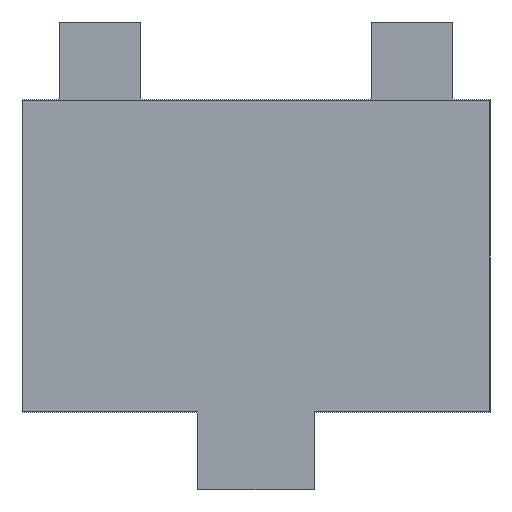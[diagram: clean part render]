
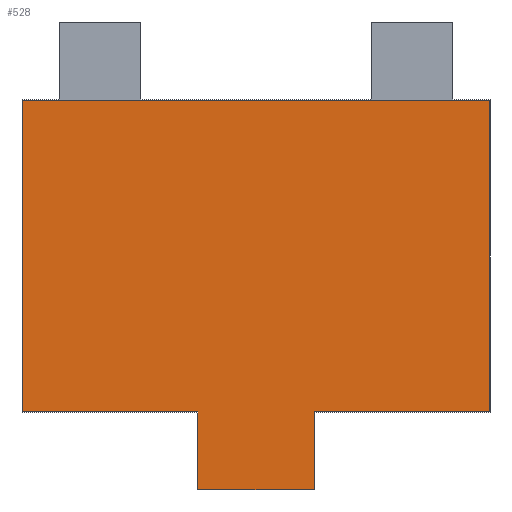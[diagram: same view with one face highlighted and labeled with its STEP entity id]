
A CAD part, front view. The second image highlights one B-rep face of the part: STEP entity #528.
In plain terms, the highlighted planar face has unit normal (0, -1, 0).
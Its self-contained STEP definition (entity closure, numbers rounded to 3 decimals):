
#65=FACE_OUTER_BOUND('',#98,.T.);
#98=EDGE_LOOP('',(#462,#463,#464,#465,#466,#467,#468,#469));
#123=LINE('',#786,#183);
#127=LINE('',#794,#187);
#131=LINE('',#802,#191);
#136=LINE('',#821,#196);
#139=LINE('',#827,#199);
#141=LINE('',#830,#201);
#154=LINE('',#867,#214);
#157=LINE('',#872,#217);
#183=VECTOR('',#638,1000.);
#187=VECTOR('',#644,1000.);
#191=VECTOR('',#648,1000.);
#196=VECTOR('',#667,1000.);
#199=VECTOR('',#672,1000.);
#201=VECTOR('',#676,1000.);
#214=VECTOR('',#719,1000.);
#217=VECTOR('',#724,10.);
#235=VERTEX_POINT('',#784);
#236=VERTEX_POINT('',#785);
#239=VERTEX_POINT('',#793);
#242=VERTEX_POINT('',#799);
#243=VERTEX_POINT('',#801);
#250=VERTEX_POINT('',#818);
#252=VERTEX_POINT('',#824);
#261=VERTEX_POINT('',#866);
#287=EDGE_CURVE('',#235,#236,#123,.T.);
#291=EDGE_CURVE('',#236,#239,#127,.T.);
#295=EDGE_CURVE('',#242,#243,#131,.T.);
#305=EDGE_CURVE('',#239,#250,#136,.T.);
#308=EDGE_CURVE('',#250,#252,#139,.T.);
#310=EDGE_CURVE('',#252,#242,#141,.T.);
#327=EDGE_CURVE('',#243,#261,#154,.T.);
#330=EDGE_CURVE('',#235,#261,#157,.T.);
#462=ORIENTED_EDGE('',*,*,#330,.T.);
#463=ORIENTED_EDGE('',*,*,#327,.F.);
#464=ORIENTED_EDGE('',*,*,#295,.F.);
#465=ORIENTED_EDGE('',*,*,#310,.F.);
#466=ORIENTED_EDGE('',*,*,#308,.F.);
#467=ORIENTED_EDGE('',*,*,#305,.F.);
#468=ORIENTED_EDGE('',*,*,#291,.F.);
#469=ORIENTED_EDGE('',*,*,#287,.F.);
#496=PLANE('',#585);
#528=ADVANCED_FACE('',(#65),#496,.T.);
#585=AXIS2_PLACEMENT_3D('',#875,#728,#729);
#638=DIRECTION('',(0.,0.,1.));
#644=DIRECTION('',(-1.,0.,0.));
#648=DIRECTION('',(-1.,0.,0.));
#667=DIRECTION('',(0.,0.,1.));
#672=DIRECTION('',(1.,0.,0.));
#676=DIRECTION('',(0.,0.,-1.));
#719=DIRECTION('',(0.,0.,-1.));
#724=DIRECTION('',(1.,0.,0.));
#728=DIRECTION('center_axis',(0.,-1.,0.));
#729=DIRECTION('ref_axis',(0.,0.,-1.));
#784=CARTESIAN_POINT('',(-0.15,0.,-0.6));
#785=CARTESIAN_POINT('',(-0.15,0.,-0.4));
#786=CARTESIAN_POINT('',(-0.15,0.,-0.4));
#793=CARTESIAN_POINT('',(-0.6,0.,-0.4));
#794=CARTESIAN_POINT('',(0.6,0.,-0.4));
#799=CARTESIAN_POINT('',(0.6,0.,-0.4));
#801=CARTESIAN_POINT('',(0.15,0.,-0.4));
#802=CARTESIAN_POINT('',(0.6,0.,-0.4));
#818=CARTESIAN_POINT('',(-0.6,0.,0.4));
#821=CARTESIAN_POINT('',(-0.6,0.,0.4));
#824=CARTESIAN_POINT('',(0.6,0.,0.4));
#827=CARTESIAN_POINT('',(0.6,0.,0.4));
#830=CARTESIAN_POINT('',(0.6,0.,0.4));
#866=CARTESIAN_POINT('',(0.15,0.,-0.6));
#867=CARTESIAN_POINT('',(0.15,0.,-0.4));
#872=CARTESIAN_POINT('',(0.105,0.,-0.6));
#875=CARTESIAN_POINT('Origin',(0.,0.,-0.5));
